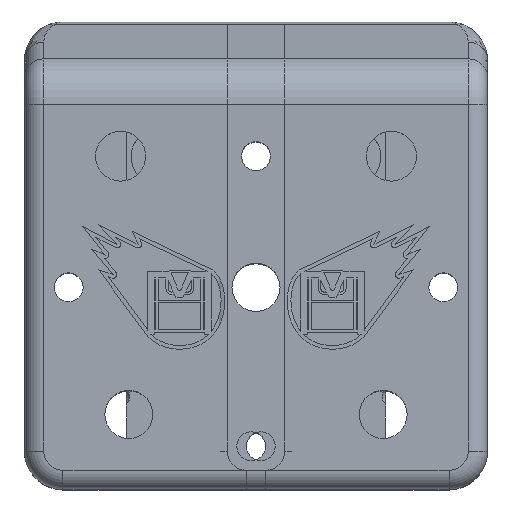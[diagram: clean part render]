
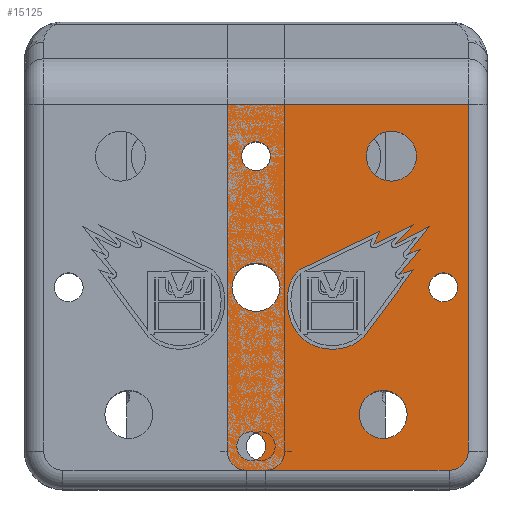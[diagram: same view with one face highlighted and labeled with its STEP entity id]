
A CAD part, top view. The second image highlights one B-rep face of the part: STEP entity #15125.
In plain terms, the highlighted planar face has unit normal (0, 0, 1).
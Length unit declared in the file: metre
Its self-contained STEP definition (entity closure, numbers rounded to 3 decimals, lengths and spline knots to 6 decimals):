
#283=B_SPLINE_CURVE_WITH_KNOTS('',3,(#23707,#23708,#23709,#23710),
 .UNSPECIFIED.,.F.,.F.,(4,4),(0.,1.),.PIECEWISE_BEZIER_KNOTS.);
#284=B_SPLINE_CURVE_WITH_KNOTS('',3,(#23712,#23713,#23714,#23715),
 .UNSPECIFIED.,.F.,.F.,(4,4),(0.,1.),.PIECEWISE_BEZIER_KNOTS.);
#778=LINE('',#23692,#2112);
#779=LINE('',#23695,#2113);
#780=LINE('',#23697,#2114);
#781=LINE('',#23699,#2115);
#782=LINE('',#23701,#2116);
#783=LINE('',#23703,#2117);
#784=LINE('',#23705,#2118);
#785=LINE('',#23717,#2119);
#786=LINE('',#23719,#2120);
#787=LINE('',#23721,#2121);
#788=LINE('',#23722,#2122);
#789=LINE('',#23725,#2123);
#790=LINE('',#23729,#2124);
#791=LINE('',#23733,#2125);
#2112=VECTOR('',#19015,1.);
#2113=VECTOR('',#19016,1.);
#2114=VECTOR('',#19017,1.);
#2115=VECTOR('',#19018,1.);
#2116=VECTOR('',#19019,1.);
#2117=VECTOR('',#19020,1.);
#2118=VECTOR('',#19021,1.);
#2119=VECTOR('',#19022,1.);
#2120=VECTOR('',#19023,1.);
#2121=VECTOR('',#19024,1.);
#2122=VECTOR('',#19025,1.);
#2123=VECTOR('',#19026,1.);
#2124=VECTOR('',#19029,1.);
#2125=VECTOR('',#19032,1.);
#3179=PLANE('',#16379);
#5024=ORIENTED_EDGE('',*,*,#8684,.T.);
#5025=ORIENTED_EDGE('',*,*,#8685,.T.);
#5026=ORIENTED_EDGE('',*,*,#8686,.T.);
#5027=ORIENTED_EDGE('',*,*,#8687,.T.);
#5028=ORIENTED_EDGE('',*,*,#8688,.T.);
#5029=ORIENTED_EDGE('',*,*,#8689,.T.);
#5030=ORIENTED_EDGE('',*,*,#8690,.T.);
#5031=ORIENTED_EDGE('',*,*,#8691,.T.);
#5032=ORIENTED_EDGE('',*,*,#8692,.T.);
#5033=ORIENTED_EDGE('',*,*,#8693,.T.);
#5034=ORIENTED_EDGE('',*,*,#8694,.T.);
#5035=ORIENTED_EDGE('',*,*,#8695,.T.);
#5036=ORIENTED_EDGE('',*,*,#8696,.F.);
#5037=ORIENTED_EDGE('',*,*,#8697,.F.);
#5038=ORIENTED_EDGE('',*,*,#8698,.F.);
#5039=ORIENTED_EDGE('',*,*,#8699,.F.);
#5040=ORIENTED_EDGE('',*,*,#8700,.F.);
#5041=ORIENTED_EDGE('',*,*,#8701,.F.);
#5042=ORIENTED_EDGE('',*,*,#8572,.T.);
#5043=ORIENTED_EDGE('',*,*,#8683,.T.);
#5044=ORIENTED_EDGE('',*,*,#8682,.T.);
#5045=ORIENTED_EDGE('',*,*,#8680,.T.);
#5046=ORIENTED_EDGE('',*,*,#8570,.T.);
#5047=ORIENTED_EDGE('',*,*,#8568,.T.);
#8568=EDGE_CURVE('',#10564,#10564,#11882,.T.);
#8570=EDGE_CURVE('',#10566,#10566,#11884,.T.);
#8572=EDGE_CURVE('',#10568,#10568,#11886,.T.);
#8680=EDGE_CURVE('',#10642,#10642,#11930,.T.);
#8682=EDGE_CURVE('',#10644,#10644,#11932,.T.);
#8683=EDGE_CURVE('',#10645,#10645,#11933,.T.);
#8684=EDGE_CURVE('',#10646,#10647,#778,.T.);
#8685=EDGE_CURVE('',#10647,#10648,#779,.T.);
#8686=EDGE_CURVE('',#10648,#10649,#780,.T.);
#8687=EDGE_CURVE('',#10649,#10650,#781,.T.);
#8688=EDGE_CURVE('',#10650,#10651,#782,.T.);
#8689=EDGE_CURVE('',#10651,#10652,#783,.T.);
#8690=EDGE_CURVE('',#10652,#10653,#784,.T.);
#8691=EDGE_CURVE('',#10653,#10654,#283,.T.);
#8692=EDGE_CURVE('',#10654,#10655,#284,.T.);
#8693=EDGE_CURVE('',#10655,#10656,#785,.T.);
#8694=EDGE_CURVE('',#10656,#10657,#786,.T.);
#8695=EDGE_CURVE('',#10657,#10646,#787,.T.);
#8696=EDGE_CURVE('',#10658,#10659,#788,.T.);
#8697=EDGE_CURVE('',#10660,#10658,#789,.T.);
#8698=EDGE_CURVE('',#10661,#10660,#11934,.T.);
#8699=EDGE_CURVE('',#10662,#10661,#790,.T.);
#8700=EDGE_CURVE('',#10663,#10662,#11935,.T.);
#8701=EDGE_CURVE('',#10659,#10663,#791,.T.);
#10564=VERTEX_POINT('',#23452);
#10566=VERTEX_POINT('',#23457);
#10568=VERTEX_POINT('',#23462);
#10642=VERTEX_POINT('',#23682);
#10644=VERTEX_POINT('',#23687);
#10645=VERTEX_POINT('',#23690);
#10646=VERTEX_POINT('',#23693);
#10647=VERTEX_POINT('',#23694);
#10648=VERTEX_POINT('',#23696);
#10649=VERTEX_POINT('',#23698);
#10650=VERTEX_POINT('',#23700);
#10651=VERTEX_POINT('',#23702);
#10652=VERTEX_POINT('',#23704);
#10653=VERTEX_POINT('',#23706);
#10654=VERTEX_POINT('',#23711);
#10655=VERTEX_POINT('',#23716);
#10656=VERTEX_POINT('',#23718);
#10657=VERTEX_POINT('',#23720);
#10658=VERTEX_POINT('',#23723);
#10659=VERTEX_POINT('',#23724);
#10660=VERTEX_POINT('',#23726);
#10661=VERTEX_POINT('',#23728);
#10662=VERTEX_POINT('',#23730);
#10663=VERTEX_POINT('',#23732);
#11882=CIRCLE('',#16285,0.0015);
#11884=CIRCLE('',#16288,0.0015);
#11886=CIRCLE('',#16291,0.0015);
#11930=CIRCLE('',#16373,0.0026);
#11932=CIRCLE('',#16376,0.0025);
#11933=CIRCLE('',#16378,0.0025);
#11934=CIRCLE('',#16380,0.002);
#11935=CIRCLE('',#16381,0.002);
#12751=EDGE_LOOP('',(#5024,#5025,#5026,#5027,#5028,#5029,#5030,#5031,#5032,
#5033,#5034,#5035));
#12752=EDGE_LOOP('',(#5036,#5037,#5038,#5039,#5040,#5041));
#12753=EDGE_LOOP('',(#5042));
#12754=EDGE_LOOP('',(#5043));
#12755=EDGE_LOOP('',(#5044));
#12756=EDGE_LOOP('',(#5045));
#12757=EDGE_LOOP('',(#5046));
#12758=EDGE_LOOP('',(#5047));
#13899=FACE_BOUND('',#12751,.T.);
#13900=FACE_BOUND('',#12752,.T.);
#13901=FACE_BOUND('',#12753,.T.);
#13902=FACE_BOUND('',#12754,.T.);
#13903=FACE_BOUND('',#12755,.T.);
#13904=FACE_BOUND('',#12756,.T.);
#13905=FACE_BOUND('',#12757,.T.);
#13906=FACE_BOUND('',#12758,.T.);
#15125=ADVANCED_FACE('',(#13899,#13900,#13901,#13902,#13903,#13904,#13905,
#13906),#3179,.T.);
#16285=AXIS2_PLACEMENT_3D('',#23451,#18765,#18766);
#16288=AXIS2_PLACEMENT_3D('',#23456,#18771,#18772);
#16291=AXIS2_PLACEMENT_3D('',#23461,#18777,#18778);
#16373=AXIS2_PLACEMENT_3D('',#23681,#19001,#19002);
#16376=AXIS2_PLACEMENT_3D('',#23686,#19007,#19008);
#16378=AXIS2_PLACEMENT_3D('',#23689,#19011,#19012);
#16379=AXIS2_PLACEMENT_3D('',#23691,#19013,#19014);
#16380=AXIS2_PLACEMENT_3D('',#23727,#19027,#19028);
#16381=AXIS2_PLACEMENT_3D('',#23731,#19030,#19031);
#18765=DIRECTION('',(0.,0.,-1.));
#18766=DIRECTION('',(-1.,0.,0.));
#18771=DIRECTION('',(0.,0.,-1.));
#18772=DIRECTION('',(-1.,0.,0.));
#18777=DIRECTION('',(0.,0.,-1.));
#18778=DIRECTION('',(-1.,0.,0.));
#19001=DIRECTION('',(0.,0.,-1.));
#19002=DIRECTION('',(-1.,0.,0.));
#19007=DIRECTION('',(0.,0.,-1.));
#19008=DIRECTION('',(-1.,0.,0.));
#19011=DIRECTION('',(0.,0.,-1.));
#19012=DIRECTION('',(-1.,0.,0.));
#19013=DIRECTION('',(0.,0.,1.));
#19014=DIRECTION('',(-1.,0.,0.));
#19015=DIRECTION('',(-0.688,-0.725,0.));
#19016=DIRECTION('',(0.885,0.465,0.));
#19017=DIRECTION('',(-0.615,-0.788,0.));
#19018=DIRECTION('',(0.911,0.413,0.));
#19019=DIRECTION('',(-0.642,-0.767,0.));
#19020=DIRECTION('',(0.951,0.31,0.));
#19021=DIRECTION('',(-0.594,-0.804,0.));
#19022=DIRECTION('',(0.902,0.431,0.));
#19023=DIRECTION('',(-0.407,-0.913,0.));
#19024=DIRECTION('',(0.897,0.442,0.));
#19025=DIRECTION('',(1.,0.,0.));
#19026=DIRECTION('',(0.,1.,0.));
#19027=DIRECTION('',(0.,0.,-1.));
#19028=DIRECTION('',(-1.,0.,0.));
#19029=DIRECTION('',(-1.,0.,0.));
#19030=DIRECTION('',(0.,0.,-1.));
#19031=DIRECTION('',(-1.,0.,0.));
#19032=DIRECTION('',(0.,-1.,0.));
#23451=CARTESIAN_POINT('',(-0.0005,-0.0202,0.0338));
#23452=CARTESIAN_POINT('',(-0.002,-0.0202,0.0338));
#23456=CARTESIAN_POINT('',(0.0195,-0.00365,0.0338));
#23457=CARTESIAN_POINT('',(0.018,-0.00365,0.0338));
#23461=CARTESIAN_POINT('',(0.,0.01,0.0338));
#23462=CARTESIAN_POINT('',(-0.0015,0.01,0.0338));
#23681=CARTESIAN_POINT('',(0.0141,0.01,0.0338));
#23682=CARTESIAN_POINT('',(0.0115,0.01,0.0338));
#23686=CARTESIAN_POINT('',(0.,-0.00365,0.0338));
#23687=CARTESIAN_POINT('',(-0.0025,-0.00365,0.0338));
#23689=CARTESIAN_POINT('',(0.01324,-0.01689,0.0338));
#23690=CARTESIAN_POINT('',(0.01074,-0.01689,0.0338));
#23691=CARTESIAN_POINT('',(0.00955,-0.00035,0.0338));
#23692=CARTESIAN_POINT('',(0.015433,0.001833,0.0338));
#23693=CARTESIAN_POINT('',(0.016392,0.002843,0.0338));
#23694=CARTESIAN_POINT('',(0.014474,0.000822,0.0338));
#23695=CARTESIAN_POINT('',(0.016261,0.00176,0.0338));
#23696=CARTESIAN_POINT('',(0.018047,0.002698,0.0338));
#23697=CARTESIAN_POINT('',(0.016875,0.001197,0.0338));
#23698=CARTESIAN_POINT('',(0.015703,-0.000304,0.0338));
#23699=CARTESIAN_POINT('',(0.016401,0.000012,0.0338));
#23700=CARTESIAN_POINT('',(0.017098,0.000328,0.0338));
#23701=CARTESIAN_POINT('',(0.015986,-0.001,0.0338));
#23702=CARTESIAN_POINT('',(0.014875,-0.002327,0.0338));
#23703=CARTESIAN_POINT('',(0.015634,-0.00208,0.0338));
#23704=CARTESIAN_POINT('',(0.016392,-0.001833,0.0338));
#23705=CARTESIAN_POINT('',(0.013831,-0.0053,0.0338));
#23706=CARTESIAN_POINT('',(0.011269,-0.008766,0.0338));
#23707=CARTESIAN_POINT('',(0.011269,-0.008766,0.0338));
#23708=CARTESIAN_POINT('',(0.009686,-0.010497,0.0338));
#23709=CARTESIAN_POINT('',(0.00628,-0.01062,0.0338));
#23710=CARTESIAN_POINT('',(0.004515,-0.008648,0.0338));
#23711=CARTESIAN_POINT('',(0.004515,-0.008648,0.0338));
#23712=CARTESIAN_POINT('',(0.004515,-0.008648,0.0338));
#23713=CARTESIAN_POINT('',(0.00275,-0.006677,0.0338));
#23714=CARTESIAN_POINT('',(0.00291,-0.003116,0.0338));
#23715=CARTESIAN_POINT('',(0.004515,-0.001833,0.0338));
#23716=CARTESIAN_POINT('',(0.004515,-0.001833,0.0338));
#23717=CARTESIAN_POINT('',(0.0087,0.000168,0.0338));
#23718=CARTESIAN_POINT('',(0.012885,0.002169,0.0338));
#23719=CARTESIAN_POINT('',(0.012585,0.001495,0.0338));
#23720=CARTESIAN_POINT('',(0.012285,0.000822,0.0338));
#23721=CARTESIAN_POINT('',(0.014339,0.001833,0.0338));
#23722=CARTESIAN_POINT('',(0.00955,0.015396,0.0338));
#23723=CARTESIAN_POINT('',(-0.003,0.015396,0.0338));
#23724=CARTESIAN_POINT('',(0.0221,0.015396,0.0338));
#23725=CARTESIAN_POINT('',(-0.003,0.015396,0.0338));
#23726=CARTESIAN_POINT('',(-0.003,-0.0207,0.0338));
#23727=CARTESIAN_POINT('',(-0.001,-0.0207,0.0338));
#23728=CARTESIAN_POINT('',(-0.001,-0.0227,0.0338));
#23729=CARTESIAN_POINT('',(-0.001,-0.0227,0.0338));
#23730=CARTESIAN_POINT('',(0.0201,-0.0227,0.0338));
#23731=CARTESIAN_POINT('',(0.0201,-0.0207,0.0338));
#23732=CARTESIAN_POINT('',(0.0221,-0.0207,0.0338));
#23733=CARTESIAN_POINT('',(0.0221,-0.0207,0.0338));
